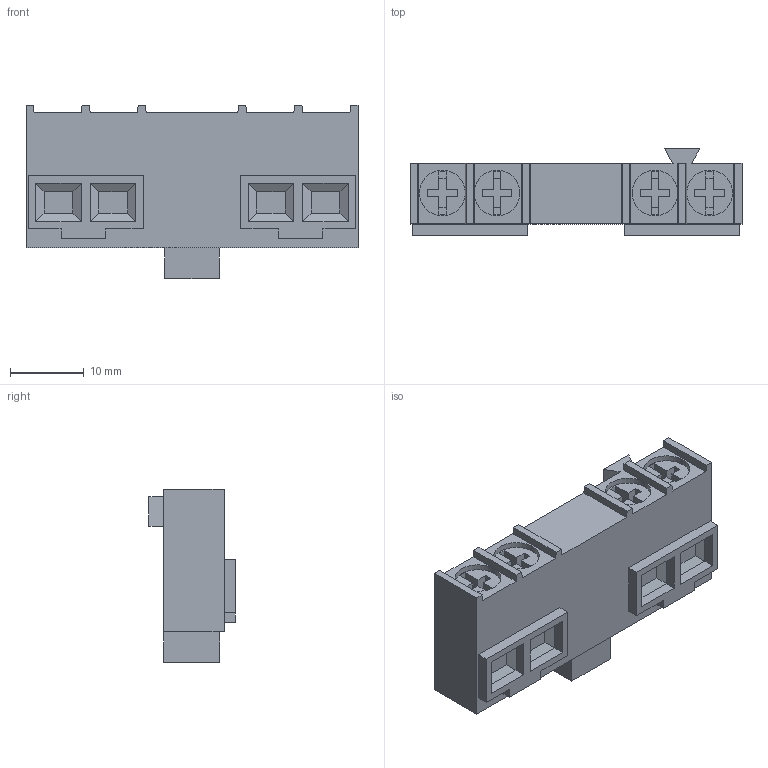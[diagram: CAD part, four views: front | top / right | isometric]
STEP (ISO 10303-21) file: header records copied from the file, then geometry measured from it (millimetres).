
FILE_DESCRIPTION(('HOOPS Exchange Step'),'2;1');
FILE_NAME('export-960E248B-9F20-4EAE-8025-F54E79298CC0.stp','2021-04-01T16:20:07+02:00',('Engineering'),('Alibre'),'HOOPS Exchange 2020.1','Alibre','Unknown authorisation');
FILE_SCHEMA( ('AP242_MANAGED_MODEL_BASED_3D_ENGINEERING_MIM_LF {1 0 10303 442 1 1 4 }') );
Length unit declared in the file: millimetre
Products named in the file (1): 3923 Eaton Moeller Auxiliary Contact NHI-E-11-PKZ0
Bounding box: 45 x 11.7 x 23.5 mm (x, y, z)
Volume: 7007 mm3; surface area: 3486.9 mm2
Topology: 1 solids, 1 shells, 168 faces, 440 edges, 288 vertices
Faces by surface type: plane 152, cylinder 16
Entity records: 5098 total; most frequent: CARTESIAN_POINT 898, ORIENTED_EDGE 880, DIRECTION 812, EDGE_CURVE 440, VECTOR 408, LINE 408, VERTEX_POINT 288, AXIS2_PLACEMENT_3D 202
